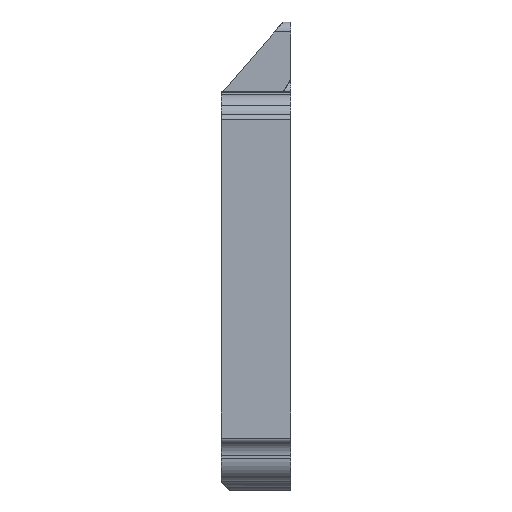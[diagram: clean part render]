
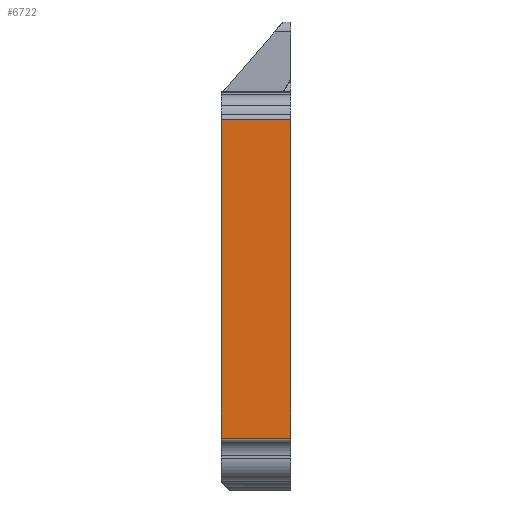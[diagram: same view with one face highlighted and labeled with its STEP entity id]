
A CAD part, left-side view. The second image highlights one B-rep face of the part: STEP entity #6722.
In plain terms, the highlighted planar face has unit normal (-1, 0, 0).
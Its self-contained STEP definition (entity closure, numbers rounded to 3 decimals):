
#410 = CARTESIAN_POINT ( 'NONE',  ( -21.5, 0., 4.306 ) ) ;
#504 = CARTESIAN_POINT ( 'NONE',  ( -21.5, -7., 0. ) ) ;
#551 = DIRECTION ( 'NONE',  ( 0., 0., -1. ) ) ;
#587 = LINE ( 'NONE', #6943, #3438 ) ;
#1093 = EDGE_LOOP ( 'NONE', ( #3415, #4667, #3478, #5135 ) ) ;
#1687 = CARTESIAN_POINT ( 'NONE',  ( -21.5, 0., 36.242 ) ) ;
#1727 = AXIS2_PLACEMENT_3D ( 'NONE', #504, #2145, #5895 ) ;
#2036 = LINE ( 'NONE', #3212, #3271 ) ;
#2145 = DIRECTION ( 'NONE',  ( -1., 0., 0. ) ) ;
#2158 = EDGE_CURVE ( 'NONE', #4056, #4308, #3727, .T. ) ;
#2159 = DIRECTION ( 'NONE',  ( 0., 0., 1. ) ) ;
#2318 = VECTOR ( 'NONE', #3835, 1000. ) ;
#2421 = VERTEX_POINT ( 'NONE', #410 ) ;
#3183 = DIRECTION ( 'NONE',  ( 0., -1., 0. ) ) ;
#3212 = CARTESIAN_POINT ( 'NONE',  ( -21.5, 0., 0. ) ) ;
#3271 = VECTOR ( 'NONE', #551, 1000. ) ;
#3415 = ORIENTED_EDGE ( 'NONE', *, *, #3986, .T. ) ;
#3438 = VECTOR ( 'NONE', #3183, 1000. ) ;
#3447 = LINE ( 'NONE', #5370, #6480 ) ;
#3478 = ORIENTED_EDGE ( 'NONE', *, *, #3997, .T. ) ;
#3727 = LINE ( 'NONE', #1687, #2318 ) ;
#3835 = DIRECTION ( 'NONE',  ( 0., 1., 0. ) ) ;
#3986 = EDGE_CURVE ( 'NONE', #5161, #4056, #3447, .T. ) ;
#3997 = EDGE_CURVE ( 'NONE', #4308, #2421, #2036, .T. ) ;
#4056 = VERTEX_POINT ( 'NONE', #4920 ) ;
#4245 = PLANE ( 'NONE',  #1727 ) ;
#4308 = VERTEX_POINT ( 'NONE', #4576 ) ;
#4523 = EDGE_CURVE ( 'NONE', #2421, #5161, #587, .T. ) ;
#4576 = CARTESIAN_POINT ( 'NONE',  ( -21.5, 0., 36.242 ) ) ;
#4667 = ORIENTED_EDGE ( 'NONE', *, *, #2158, .T. ) ;
#4920 = CARTESIAN_POINT ( 'NONE',  ( -21.5, -7., 36.242 ) ) ;
#5135 = ORIENTED_EDGE ( 'NONE', *, *, #4523, .T. ) ;
#5161 = VERTEX_POINT ( 'NONE', #5431 ) ;
#5370 = CARTESIAN_POINT ( 'NONE',  ( -21.5, -7., 0. ) ) ;
#5431 = CARTESIAN_POINT ( 'NONE',  ( -21.5, -7., 4.306 ) ) ;
#5895 = DIRECTION ( 'NONE',  ( 0., 0., -1. ) ) ;
#6480 = VECTOR ( 'NONE', #2159, 1000. ) ;
#6691 = FACE_OUTER_BOUND ( 'NONE', #1093, .T. ) ;
#6722 = ADVANCED_FACE ( 'NONE', ( #6691 ), #4245, .T. ) ;
#6943 = CARTESIAN_POINT ( 'NONE',  ( -21.5, -7., 4.306 ) ) ;
